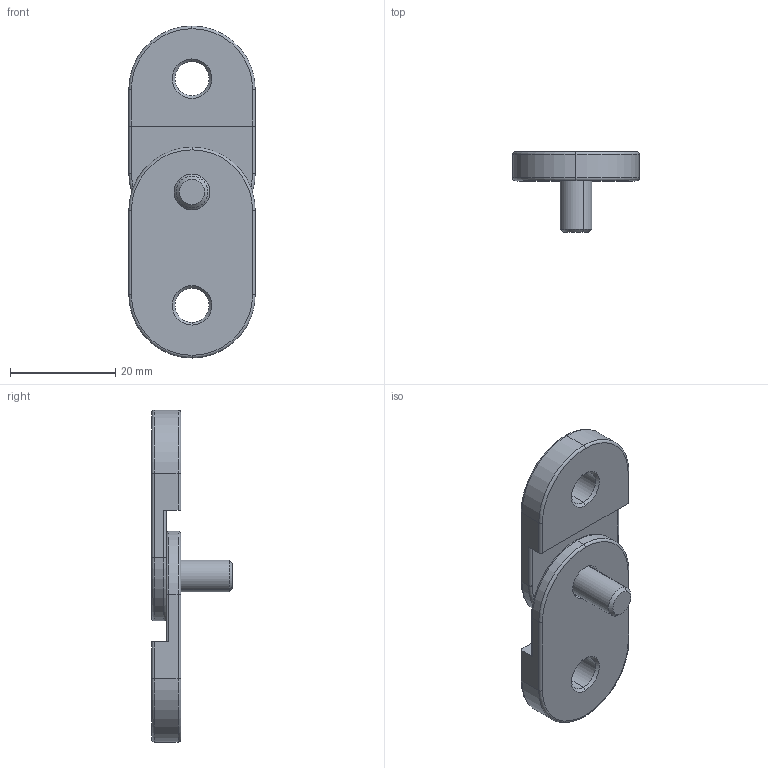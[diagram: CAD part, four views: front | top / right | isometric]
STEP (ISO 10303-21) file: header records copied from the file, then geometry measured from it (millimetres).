
FILE_DESCRIPTION (( 'STEP AP203' ), '1' );
FILE_NAME ('60180-240-V.step', '2022-01-20T13:49:18', ( '' ), ( '' ), 'SwSTEP 2.0', 'SolidWorks 2018', '' );
FILE_SCHEMA (( 'CONFIG_CONTROL_DESIGN' ));
Length unit declared in the file: millimetre
Products named in the file (8): DIN7991 M6x14; 60180-240-V; 6018X-240-V Teil2; 6018X-240-V Teil1_60180-240-V Teil1; 6018X-240-V Teil1; 6018X-240-V Teil2_60180-240-V Teil2; DIN7991 M6x14_DIN7991 M6x14 
Assembly tree (4 placements, depth 2):
  60180-240-V
    6018X-240-V Teil1_60180-240-V Teil1
    6018X-240-V Teil2_60180-240-V Teil2
    DIN7991 M6x14_DIN7991 M6x14 
  60180-240-V
    DIN7991 M6x14
  6018X-240-V Teil2
  6018X-240-V Teil1
Bounding box: 24 x 15.3 x 63 mm (x, y, z)
Volume: 6428.9 mm3; surface area: 4743.2 mm2
Topology: 3 solids, 3 shells, 325 faces, 821 edges, 531 vertices
Faces by surface type: plane 152, bspline 107, cylinder 32, cone 18, torus 16
Entity records: 16843 total; most frequent: CARTESIAN_POINT 8928, ORIENTED_EDGE 1636, DIRECTION 1168, EDGE_CURVE 818, VERTEX_POINT 529, LINE 496, VECTOR 496, EDGE_LOOP 363
